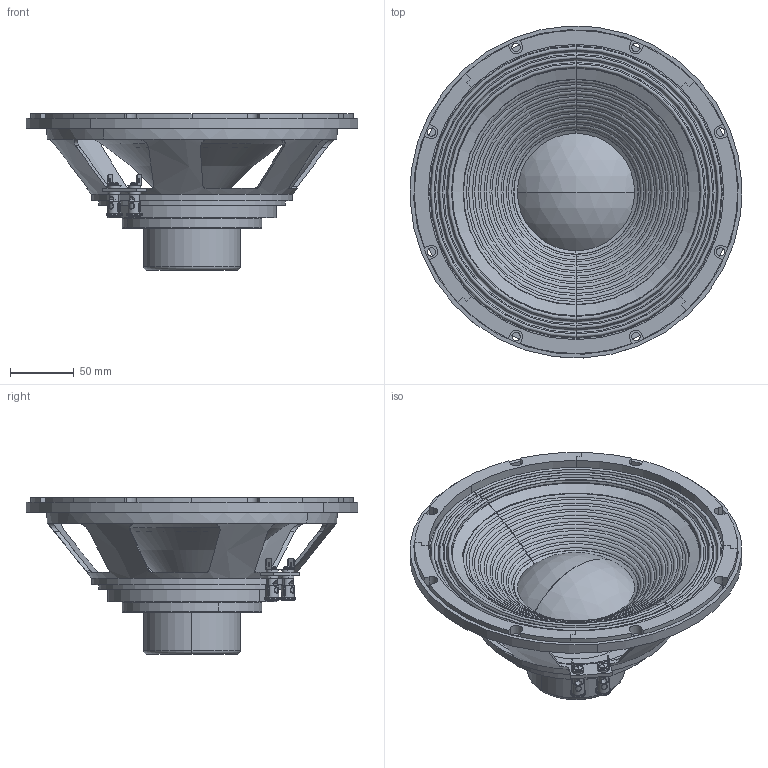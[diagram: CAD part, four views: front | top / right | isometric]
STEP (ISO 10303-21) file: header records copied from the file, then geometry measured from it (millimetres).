
FILE_DESCRIPTION (( 'STEP AP214' ), '1' );
FILE_NAME ('119 3D.STEP', '2023-04-21T03:15:22', ( '' ), ( '' ), 'SwSTEP 2.0', 'SolidWorks 2020', '' );
FILE_SCHEMA (( 'AUTOMOTIVE_DESIGN' ));
Length unit declared in the file: millimetre
Products named in the file (1): 119 3D
Bounding box: 260.95 x 260.95 x 122.85 mm (x, y, z)
Volume: 436156.5 mm3; surface area: 381982.4 mm2
Topology: 33 solids, 33 shells, 656 faces, 1653 edges, 1050 vertices
Faces by surface type: cylinder 287, plane 201, torus 88, cone 48, bspline 24, sphere 8
Entity records: 33205 total; most frequent: CARTESIAN_POINT 9860, DIRECTION 3325, ORIENTED_EDGE 3306, EDGE_CURVE 1653, AXIS2_PLACEMENT_3D 1339, VERTEX_POINT 1050, EDGE_LOOP 765, CIRCLE 706
